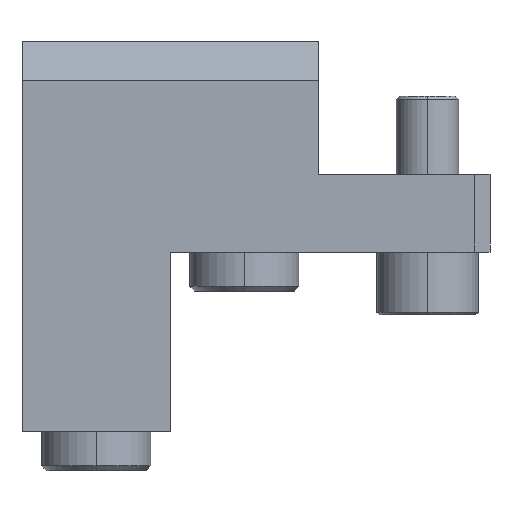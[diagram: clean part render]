
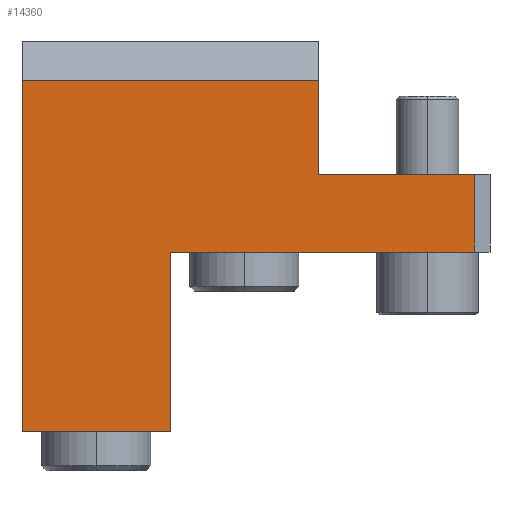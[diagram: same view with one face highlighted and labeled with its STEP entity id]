
A CAD part, left-side view. The second image highlights one B-rep face of the part: STEP entity #14360.
In plain terms, the highlighted planar face has unit normal (-1, 0, 0).
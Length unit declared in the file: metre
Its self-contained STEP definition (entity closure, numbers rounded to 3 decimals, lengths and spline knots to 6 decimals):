
#383=DIRECTION('',(0.,0.,-1.));
#384=VECTOR('',#383,0.012);
#385=CARTESIAN_POINT('',(-0.012,0.022,0.023));
#386=LINE('',#385,#384);
#545=DIRECTION('',(0.,1.,0.));
#546=VECTOR('',#545,0.019);
#547=CARTESIAN_POINT('',(-0.012,0.041,-0.022));
#548=LINE('',#547,#546);
#5264=DIRECTION('',(0.,-1.,0.));
#5265=VECTOR('',#5264,0.038);
#5266=CARTESIAN_POINT('',(-0.012,0.06,0.023));
#5267=LINE('',#5266,#5265);
#5268=DIRECTION('',(0.,-1.,0.));
#5269=VECTOR('',#5268,0.039);
#5270=CARTESIAN_POINT('',(-0.012,0.041,0.001));
#5271=LINE('',#5270,#5269);
#5272=DIRECTION('',(0.,0.,1.));
#5273=VECTOR('',#5272,0.023);
#5274=CARTESIAN_POINT('',(-0.012,0.041,-0.022));
#5275=LINE('',#5274,#5273);
#5276=DIRECTION('',(0.,0.,-1.));
#5277=VECTOR('',#5276,0.045);
#5278=CARTESIAN_POINT('',(-0.012,0.06,0.023));
#5279=LINE('',#5278,#5277);
#5280=DIRECTION('',(0.,1.,0.));
#5281=VECTOR('',#5280,0.02);
#5282=CARTESIAN_POINT('',(-0.012,0.002,0.011));
#5283=LINE('',#5282,#5281);
#5284=DIRECTION('',(0.,0.,1.));
#5285=VECTOR('',#5284,0.01);
#5286=CARTESIAN_POINT('',(-0.012,0.002,0.001));
#5287=LINE('',#5286,#5285);
#5381=CARTESIAN_POINT('',(-0.012,0.002,0.011));
#5382=VERTEX_POINT('',#5381);
#5383=CARTESIAN_POINT('',(-0.012,0.022,0.011));
#5384=VERTEX_POINT('',#5383);
#5387=CARTESIAN_POINT('',(-0.012,0.002,0.001));
#5388=VERTEX_POINT('',#5387);
#5393=CARTESIAN_POINT('',(-0.012,0.041,0.001));
#5394=VERTEX_POINT('',#5393);
#5411=CARTESIAN_POINT('',(-0.012,0.041,-0.022));
#5412=VERTEX_POINT('',#5411);
#5423=CARTESIAN_POINT('',(-0.012,0.06,0.023));
#5424=CARTESIAN_POINT('',(-0.012,0.06,-0.022));
#5425=VERTEX_POINT('',#5423);
#5426=VERTEX_POINT('',#5424);
#5443=CARTESIAN_POINT('',(-0.012,0.022,0.023));
#5444=VERTEX_POINT('',#5443);
#14343=CARTESIAN_POINT('',(-0.012,0.,-0.022));
#14344=DIRECTION('',(-1.,0.,0.));
#14345=DIRECTION('',(0.,0.,1.));
#14346=AXIS2_PLACEMENT_3D('',#14343,#14344,#14345);
#14347=PLANE('',#14346);
#14348=ORIENTED_EDGE('',*,*,#7106,.F.);
#14349=ORIENTED_EDGE('',*,*,#7533,.F.);
#14350=ORIENTED_EDGE('',*,*,#7411,.T.);
#14351=ORIENTED_EDGE('',*,*,#7315,.F.);
#14352=ORIENTED_EDGE('',*,*,#14336,.T.);
#14353=ORIENTED_EDGE('',*,*,#7254,.T.);
#14355=ORIENTED_EDGE('',*,*,#14354,.F.);
#14357=ORIENTED_EDGE('',*,*,#14356,.F.);
#14358=EDGE_LOOP('',(#14348,#14349,#14350,#14351,#14352,#14353,#14355,#14357));
#14359=FACE_OUTER_BOUND('',#14358,.F.);
#14360=ADVANCED_FACE('',(#14359),#14347,.T.);
#7106=EDGE_CURVE('',#5394,#5388,#5271,.T.);
#7254=EDGE_CURVE('',#5444,#5384,#386,.T.);
#7315=EDGE_CURVE('',#5425,#5426,#5279,.T.);
#7411=EDGE_CURVE('',#5412,#5426,#548,.T.);
#7533=EDGE_CURVE('',#5412,#5394,#5275,.T.);
#14336=EDGE_CURVE('',#5425,#5444,#5267,.T.);
#14354=EDGE_CURVE('',#5382,#5384,#5283,.T.);
#14356=EDGE_CURVE('',#5388,#5382,#5287,.T.);
